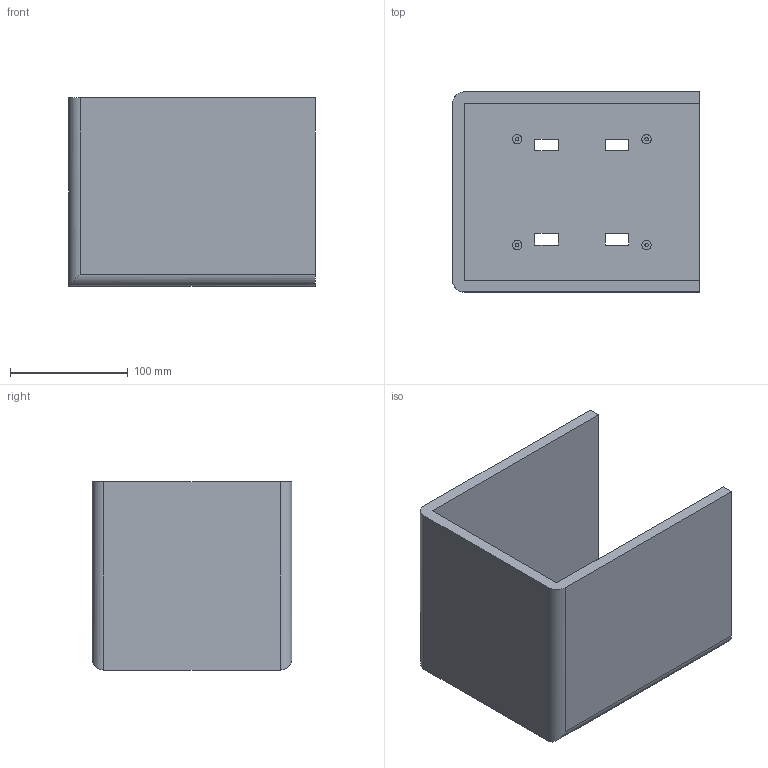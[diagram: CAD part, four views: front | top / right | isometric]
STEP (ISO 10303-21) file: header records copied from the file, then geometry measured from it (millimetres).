
FILE_DESCRIPTION(('STEP AP203'), '1');
FILE_NAME('Êîðïóñ áåç âåðõà è ïåðåäà', '', ('UNSPECIFIED'), ('UNSPECIFIED'), 'C3D Converter', 'C3D Toolkit', '');
FILE_SCHEMA(('CONFIG_CONTROL_DESIGN'));
Length unit declared in the file: millimetre
Bounding box: 210 x 170 x 160 mm (x, y, z)
Volume: 1191767 mm3; surface area: 253274.3 mm2
Topology: 1 solids, 1 shells, 46 faces, 106 edges, 70 vertices
Faces by surface type: plane 34, cylinder 12
Full cylindrical faces by diameter (mm): 3 x4, 8 x4
Entity records: 1310 total; most frequent: CARTESIAN_POINT 221, DIRECTION 210, ORIENTED_EDGE 196, EDGE_CURVE 98, LINE 76, VECTOR 76, EDGE_LOOP 70, VERTEX_POINT 70
